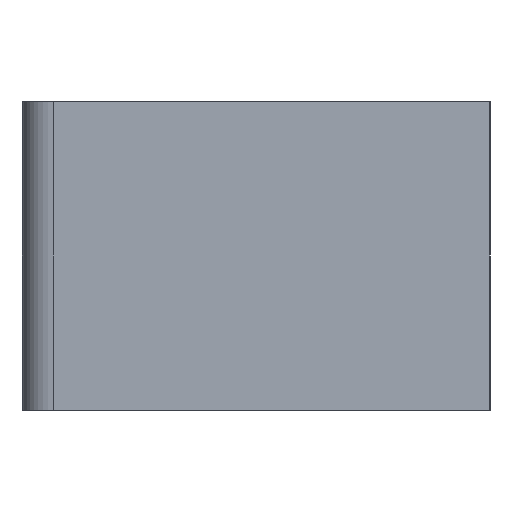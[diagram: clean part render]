
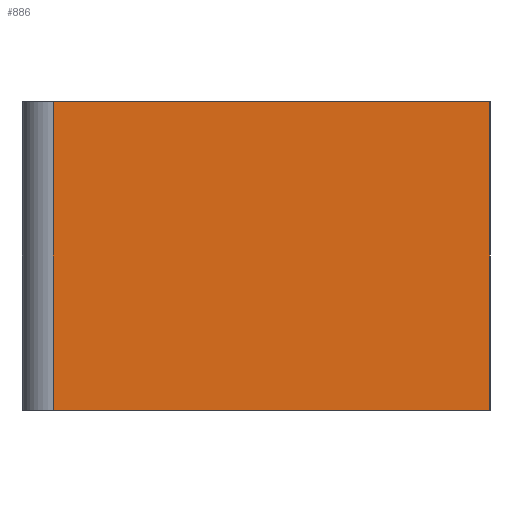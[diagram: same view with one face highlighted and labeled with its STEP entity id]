
A CAD part, front view. The second image highlights one B-rep face of the part: STEP entity #886.
In plain terms, the highlighted planar face has unit normal (0, -1, 0).
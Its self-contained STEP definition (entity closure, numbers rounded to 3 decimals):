
#9 = DIRECTION ( 'NONE',  ( 0., 1., 0. ) ) ;
#63 = VECTOR ( 'NONE', #827, 1000. ) ;
#134 = CARTESIAN_POINT ( 'NONE',  ( -30.28, -0.052, 20. ) ) ;
#140 = EDGE_CURVE ( 'NONE', #985, #360, #844, .T. ) ;
#182 = VECTOR ( 'NONE', #1101, 1000. ) ;
#224 = PLANE ( 'NONE',  #973 ) ;
#311 = CARTESIAN_POINT ( 'NONE',  ( -28.283, -0.052, 0. ) ) ;
#347 = ORIENTED_EDGE ( 'NONE', *, *, #1194, .T. ) ;
#360 = VERTEX_POINT ( 'NONE', #311 ) ;
#401 = EDGE_CURVE ( 'NONE', #1171, #735, #1034, .T. ) ;
#414 = VECTOR ( 'NONE', #761, 1000. ) ;
#428 = DIRECTION ( 'NONE',  ( -1., 0., 0. ) ) ;
#448 = ORIENTED_EDGE ( 'NONE', *, *, #401, .F. ) ;
#469 = CARTESIAN_POINT ( 'NONE',  ( 0.02, -0.052, 0. ) ) ;
#610 = ORIENTED_EDGE ( 'NONE', *, *, #902, .F. ) ;
#634 = CARTESIAN_POINT ( 'NONE',  ( -28.283, -0.052, 20. ) ) ;
#641 = DIRECTION ( 'NONE',  ( 1., 0., 0. ) ) ;
#735 = VERTEX_POINT ( 'NONE', #469 ) ;
#761 = DIRECTION ( 'NONE',  ( 0., 0., -1. ) ) ;
#785 = ORIENTED_EDGE ( 'NONE', *, *, #140, .T. ) ;
#809 = CARTESIAN_POINT ( 'NONE',  ( 0.02, -0.052, 20. ) ) ;
#814 = CARTESIAN_POINT ( 'NONE',  ( 0.02, -0.052, 20. ) ) ;
#827 = DIRECTION ( 'NONE',  ( 1., 0., 0. ) ) ;
#844 = LINE ( 'NONE', #1059, #414 ) ;
#886 = ADVANCED_FACE ( 'NONE', ( #1042 ), #224, .F. ) ;
#902 = EDGE_CURVE ( 'NONE', #985, #1171, #1138, .T. ) ;
#909 = EDGE_LOOP ( 'NONE', ( #610, #785, #347, #448 ) ) ;
#973 = AXIS2_PLACEMENT_3D ( 'NONE', #1110, #9, #428 ) ;
#985 = VERTEX_POINT ( 'NONE', #634 ) ;
#1034 = LINE ( 'NONE', #814, #182 ) ;
#1042 = FACE_OUTER_BOUND ( 'NONE', #909, .T. ) ;
#1059 = CARTESIAN_POINT ( 'NONE',  ( -28.283, -0.052, 20. ) ) ;
#1101 = DIRECTION ( 'NONE',  ( 0., 0., -1. ) ) ;
#1110 = CARTESIAN_POINT ( 'NONE',  ( -30.28, -0.052, 20. ) ) ;
#1116 = LINE ( 'NONE', #1127, #63 ) ;
#1127 = CARTESIAN_POINT ( 'NONE',  ( -30.28, -0.052, 0. ) ) ;
#1138 = LINE ( 'NONE', #134, #1235 ) ;
#1171 = VERTEX_POINT ( 'NONE', #809 ) ;
#1194 = EDGE_CURVE ( 'NONE', #360, #735, #1116, .T. ) ;
#1235 = VECTOR ( 'NONE', #641, 1000. ) ;
